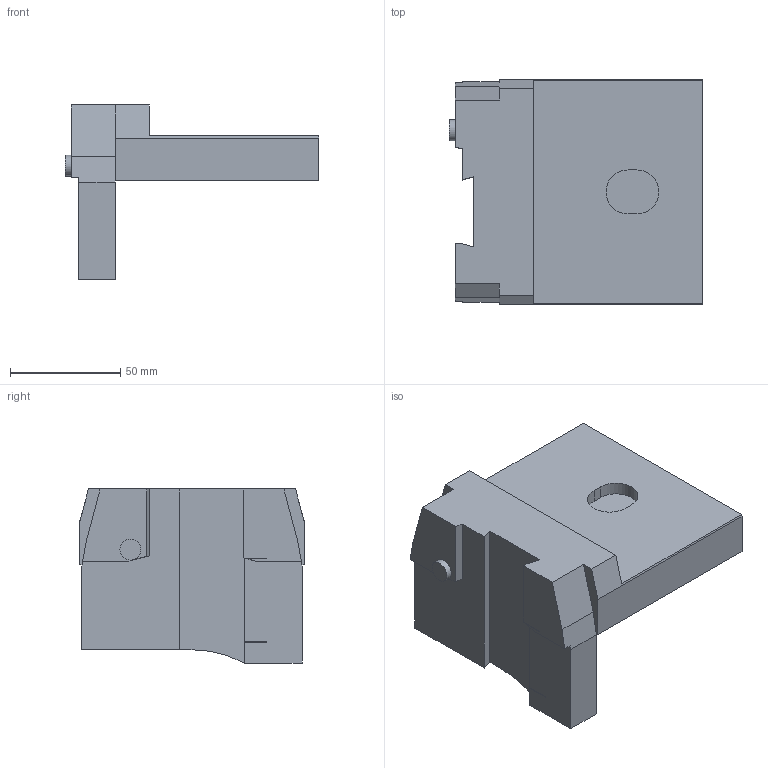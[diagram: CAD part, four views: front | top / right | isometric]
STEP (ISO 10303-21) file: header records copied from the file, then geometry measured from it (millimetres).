
FILE_DESCRIPTION(/* description */ (''),/* implementation_level */ '2;1');
FILE_NAME(/* name */ '1528712330049.stp',/* time_stamp */ '2018-06-11T15:49:00+05:00',/* author */ (''),/* organization */ ('SMS'),/* preprocessor_version */ 'ST-DEVELOPER v15',/* originating_system */ 'SIEMENS PLM Software NX 8.5',/* authorisation */ '');
FILE_SCHEMA (('AUTOMOTIVE_DESIGN { 1 0 10303 214 3 1 1 1 }'));
Length unit declared in the file: millimetre
Products named in the file (1): 201637036mod000_00
Bounding box: 115.25 x 102 x 79 mm (x, y, z)
Volume: 326029.8 mm3; surface area: 45536.1 mm2
Topology: 1 solids, 1 shells, 50 faces, 136 edges, 93 vertices
Faces by surface type: plane 43, cylinder 7
Full cylindrical faces by diameter (mm): 9.5 x1
Entity records: 1626 total; most frequent: CARTESIAN_POINT 282, ORIENTED_EDGE 270, DIRECTION 261, EDGE_CURVE 135, LINE 117, VECTOR 117, VERTEX_POINT 90, AXIS2_PLACEMENT_3D 72
